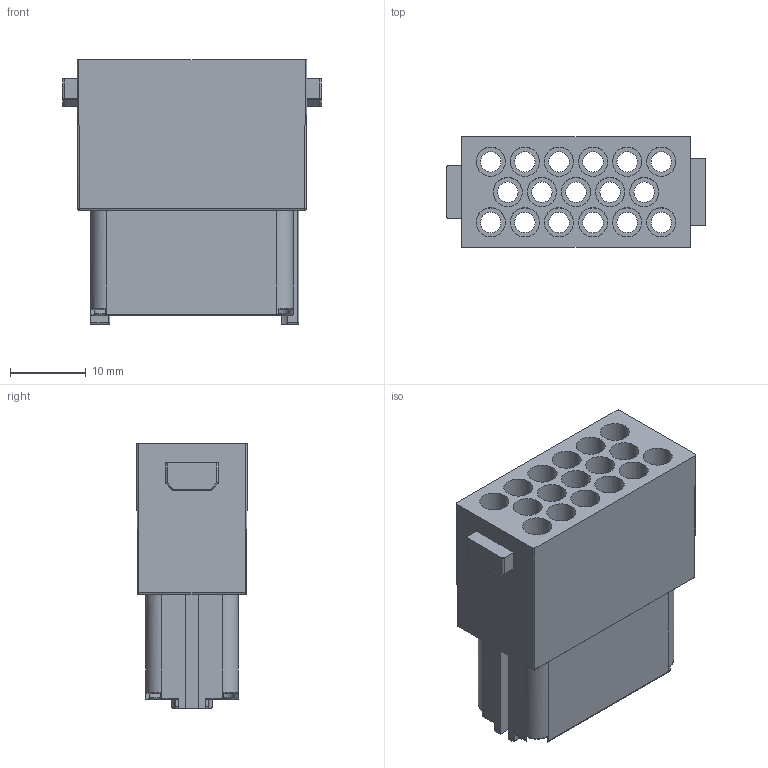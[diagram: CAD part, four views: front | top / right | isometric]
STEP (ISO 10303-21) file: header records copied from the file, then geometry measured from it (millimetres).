
FILE_DESCRIPTION(/* description */ (''),/* implementation_level */ '2;1');
FILE_NAME(/* name */ 'HMDD-017-FC.stp',/* time_stamp */ '2023-04-12T10:15:34+08:00',/* author */ (''),/* organization */ (''),/* preprocessor_version */ 'ST-DEVELOPER v16',/* originating_system */ 'SIEMENS PLM Software NX 10.0',/* authorisation */ '');
FILE_SCHEMA (('AUTOMOTIVE_DESIGN { 1 0 10303 214 3 1 1 1 }'));
Length unit declared in the file: millimetre
Products named in the file (1): Admi25B08741oe2z
Bounding box: 34.15 x 14.6 x 34.95 mm (x, y, z)
Volume: 7763.8 mm3; surface area: 9936.5 mm2
Topology: 1 solids, 1 shells, 237 faces, 556 edges, 341 vertices
Faces by surface type: cylinder 101, plane 91, cone 17, sphere 16, torus 12
Full cylindrical faces by diameter (mm): 2.7 x17, 3.25 x17, 3.85 x17
Entity records: 6639 total; most frequent: CARTESIAN_POINT 1368, DIRECTION 1155, ORIENTED_EDGE 934, AXIS2_PLACEMENT_3D 479, EDGE_CURVE 467, EDGE_LOOP 367, VERTEX_POINT 328, ADVANCED_FACE 237
